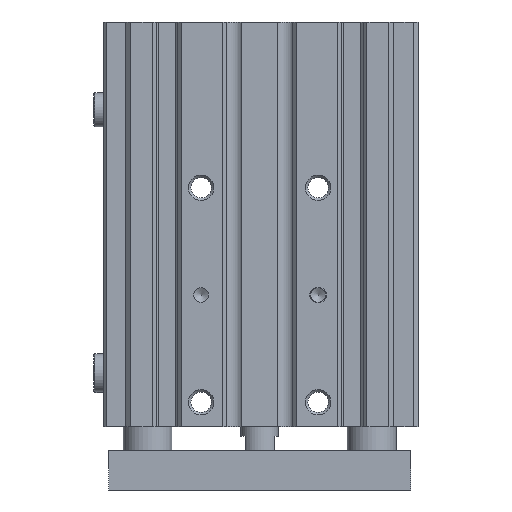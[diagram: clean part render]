
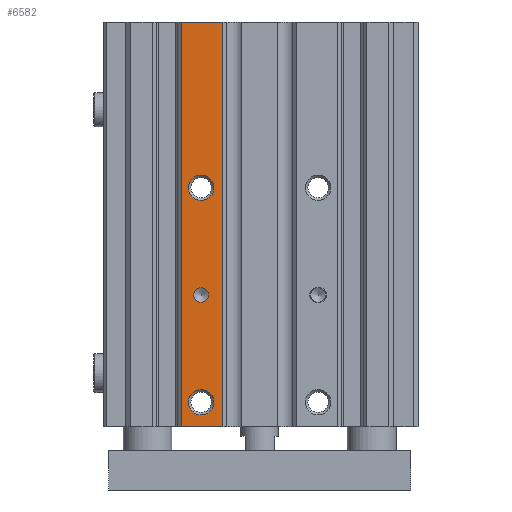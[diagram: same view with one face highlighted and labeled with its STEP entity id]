
A CAD part, front view. The second image highlights one B-rep face of the part: STEP entity #6582.
In plain terms, the highlighted planar face has unit normal (0, -1, 0).
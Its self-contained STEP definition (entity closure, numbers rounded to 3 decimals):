
#86=FACE_BOUND('',#885,.T.);
#87=FACE_BOUND('',#886,.T.);
#88=FACE_BOUND('',#887,.T.);
#231=PLANE('',#7267);
#509=FACE_OUTER_BOUND('',#884,.T.);
#884=EDGE_LOOP('',(#5114,#5115,#5116,#5117));
#885=EDGE_LOOP('',(#5118,#5119));
#886=EDGE_LOOP('',(#5120));
#887=EDGE_LOOP('',(#5121));
#1342=CIRCLE('',#7235,1.5);
#1343=CIRCLE('',#7236,1.5);
#1355=CIRCLE('',#7265,2.6);
#1357=CIRCLE('',#7268,2.6);
#1595=LINE('',#9911,#2131);
#1705=LINE('',#10358,#2241);
#1816=LINE('',#10858,#2352);
#1817=LINE('',#10859,#2353);
#2131=VECTOR('',#7852,10.);
#2241=VECTOR('',#8272,10.);
#2352=VECTOR('',#8749,10.);
#2353=VECTOR('',#8750,10.);
#2687=VERTEX_POINT('',#9908);
#2688=VERTEX_POINT('',#9910);
#2849=VERTEX_POINT('',#10355);
#2850=VERTEX_POINT('',#10357);
#2993=VERTEX_POINT('',#10781);
#2994=VERTEX_POINT('',#10782);
#3015=VERTEX_POINT('',#10852);
#3017=VERTEX_POINT('',#10860);
#3346=EDGE_CURVE('',#2687,#2688,#1595,.T.);
#3557=EDGE_CURVE('',#2849,#2850,#1705,.T.);
#3750=EDGE_CURVE('',#2993,#2994,#1342,.T.);
#3751=EDGE_CURVE('',#2994,#2993,#1343,.T.);
#3782=EDGE_CURVE('',#3015,#3015,#1355,.T.);
#3785=EDGE_CURVE('',#2850,#2687,#1816,.T.);
#3786=EDGE_CURVE('',#2688,#2849,#1817,.T.);
#3787=EDGE_CURVE('',#3017,#3017,#1357,.T.);
#5114=ORIENTED_EDGE('',*,*,#3785,.F.);
#5115=ORIENTED_EDGE('',*,*,#3557,.F.);
#5116=ORIENTED_EDGE('',*,*,#3786,.F.);
#5117=ORIENTED_EDGE('',*,*,#3346,.F.);
#5118=ORIENTED_EDGE('',*,*,#3750,.T.);
#5119=ORIENTED_EDGE('',*,*,#3751,.T.);
#5120=ORIENTED_EDGE('',*,*,#3787,.F.);
#5121=ORIENTED_EDGE('',*,*,#3782,.F.);
#6582=ADVANCED_FACE('',(#509,#86,#87,#88),#231,.T.);
#7235=AXIS2_PLACEMENT_3D('',#10783,#8663,#8664);
#7236=AXIS2_PLACEMENT_3D('',#10784,#8665,#8666);
#7265=AXIS2_PLACEMENT_3D('',#10853,#8742,#8743);
#7267=AXIS2_PLACEMENT_3D('',#10857,#8747,#8748);
#7268=AXIS2_PLACEMENT_3D('',#10861,#8751,#8752);
#7852=DIRECTION('',(1.,0.,0.));
#8272=DIRECTION('',(-1.,0.,0.));
#8663=DIRECTION('center_axis',(0.,1.,0.));
#8664=DIRECTION('ref_axis',(1.,0.,0.));
#8665=DIRECTION('center_axis',(0.,1.,0.));
#8666=DIRECTION('ref_axis',(1.,0.,0.));
#8742=DIRECTION('center_axis',(0.,-1.,0.));
#8743=DIRECTION('ref_axis',(1.,0.,0.));
#8747=DIRECTION('center_axis',(0.,-1.,0.));
#8748=DIRECTION('ref_axis',(1.,0.,0.));
#8749=DIRECTION('',(0.,0.,1.));
#8750=DIRECTION('',(0.,0.,-1.));
#8751=DIRECTION('center_axis',(0.,-1.,0.));
#8752=DIRECTION('ref_axis',(1.,0.,0.));
#9908=CARTESIAN_POINT('',(-16.,-15.5,41.5));
#9910=CARTESIAN_POINT('',(-7.55,-15.5,41.5));
#9911=CARTESIAN_POINT('',(-6.75,-15.5,41.5));
#10355=CARTESIAN_POINT('',(-7.55,-15.5,-41.5));
#10357=CARTESIAN_POINT('',(-16.,-15.5,-41.5));
#10358=CARTESIAN_POINT('',(-6.75,-15.5,-41.5));
#10781=CARTESIAN_POINT('',(-10.5,-15.5,-14.5));
#10782=CARTESIAN_POINT('',(-13.5,-15.5,-14.5));
#10783=CARTESIAN_POINT('Origin',(-12.,-15.5,-14.5));
#10784=CARTESIAN_POINT('Origin',(-12.,-15.5,-14.5));
#10852=CARTESIAN_POINT('',(-14.6,-15.5,7.5));
#10853=CARTESIAN_POINT('Origin',(-12.,-15.5,7.5));
#10857=CARTESIAN_POINT('Origin',(-16.8,-15.5,0.));
#10858=CARTESIAN_POINT('',(-16.,-15.5,0.));
#10859=CARTESIAN_POINT('',(-7.55,-15.5,0.));
#10860=CARTESIAN_POINT('',(-14.6,-15.5,-36.5));
#10861=CARTESIAN_POINT('Origin',(-12.,-15.5,-36.5));
